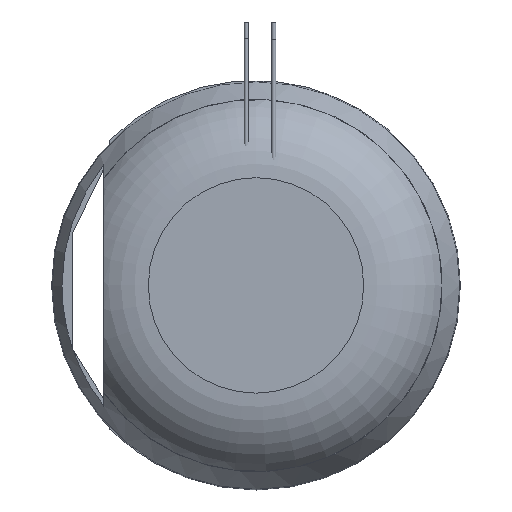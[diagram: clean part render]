
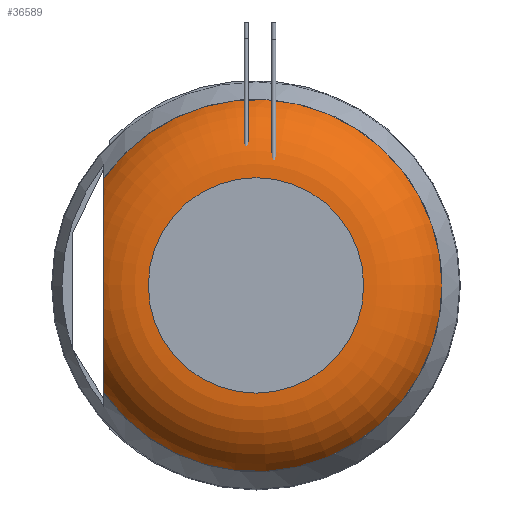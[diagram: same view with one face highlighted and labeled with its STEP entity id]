
A CAD part, top view. The second image highlights one B-rep face of the part: STEP entity #36589.
In plain terms, the highlighted toroidal (fillet/blend) face has major radius 15.656 mm and minor radius 12.7 mm.
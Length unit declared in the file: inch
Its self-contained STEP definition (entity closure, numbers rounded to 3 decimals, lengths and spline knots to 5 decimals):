
#237=TOROIDAL_SURFACE('',#40115,0.61638,0.5);
#3369=CIRCLE('',#40113,1.06334);
#3370=CIRCLE('',#40114,1.06334);
#3371=CIRCLE('',#40116,0.5);
#3372=CIRCLE('',#40117,0.61638);
#4606=B_SPLINE_CURVE_WITH_KNOTS('',3,(#94995,#94996,#94997,#94998,#94999,
#95000,#95001,#95002,#95003,#95004,#95005,#95006,#95007,#95008,#95009,#95010,
#95011,#95012,#95013),.UNSPECIFIED.,.F.,.F.,(4,2,2,2,3,2,2,2,4),(-1.59686,
-1.40105,-1.19461,-0.5973,0.,0.5973,
1.19461,1.40105,1.59686),.UNSPECIFIED.);
#6803=FACE_OUTER_BOUND('',#8715,.T.);
#8715=EDGE_LOOP('',(#33292,#33293,#33294,#33295,#33296,#33297));
#19343=VERTEX_POINT('',#94990);
#19344=VERTEX_POINT('',#94994);
#19345=VERTEX_POINT('',#95018);
#19346=VERTEX_POINT('',#95022);
#24550=EDGE_CURVE('',#19344,#19343,#4606,.T.);
#24552=EDGE_CURVE('',#19345,#19344,#3369,.T.);
#24553=EDGE_CURVE('',#19343,#19345,#3370,.T.);
#24554=EDGE_CURVE('',#19345,#19346,#3371,.T.);
#24555=EDGE_CURVE('',#19346,#19346,#3372,.T.);
#33292=ORIENTED_EDGE('',*,*,#24550,.T.);
#33293=ORIENTED_EDGE('',*,*,#24553,.T.);
#33294=ORIENTED_EDGE('',*,*,#24554,.T.);
#33295=ORIENTED_EDGE('',*,*,#24555,.T.);
#33296=ORIENTED_EDGE('',*,*,#24554,.F.);
#33297=ORIENTED_EDGE('',*,*,#24552,.T.);
#36589=ADVANCED_FACE('',(#6803),#237,.T.);
#40113=AXIS2_PLACEMENT_3D('',#95019,#49123,#49124);
#40114=AXIS2_PLACEMENT_3D('',#95020,#49125,#49126);
#40115=AXIS2_PLACEMENT_3D('',#95021,#49127,#49128);
#40116=AXIS2_PLACEMENT_3D('',#95023,#49129,#49130);
#40117=AXIS2_PLACEMENT_3D('',#95024,#49131,#49132);
#49123=DIRECTION('center_axis',(0.,0.,1.));
#49124=DIRECTION('ref_axis',(-1.,0.,0.));
#49125=DIRECTION('center_axis',(0.,0.,1.));
#49126=DIRECTION('ref_axis',(-1.,0.,0.));
#49127=DIRECTION('center_axis',(0.,0.,-1.));
#49128=DIRECTION('ref_axis',(-1.,0.,0.));
#49129=DIRECTION('center_axis',(0.,-1.,0.));
#49130=DIRECTION('ref_axis',(1.,0.,0.));
#49131=DIRECTION('center_axis',(0.,0.,-1.));
#49132=DIRECTION('ref_axis',(-1.,0.,0.));
#94990=CARTESIAN_POINT('',(-0.87,-0.61138,0.27412));
#94994=CARTESIAN_POINT('',(-0.87,0.61138,0.27412));
#94995=CARTESIAN_POINT('Ctrl Pts',(-0.87,0.61138,
0.27412));
#94996=CARTESIAN_POINT('Ctrl Pts',(-0.87,0.59433,
0.29366));
#94997=CARTESIAN_POINT('Ctrl Pts',(-0.87,0.57395,
0.31307));
#94998=CARTESIAN_POINT('Ctrl Pts',(-0.87,0.52873,
0.34882));
#94999=CARTESIAN_POINT('Ctrl Pts',(-0.87,0.50373,
0.36496));
#95000=CARTESIAN_POINT('Ctrl Pts',(-0.87,0.41153,
0.41618));
#95001=CARTESIAN_POINT('Ctrl Pts',(-0.87,0.33084,
0.44254));
#95002=CARTESIAN_POINT('Ctrl Pts',(-0.87,0.16423,
0.4747));
#95003=CARTESIAN_POINT('Ctrl Pts',(-0.87,0.07839,
0.4809));
#95004=CARTESIAN_POINT('Ctrl Pts',(-0.87,0.,0.4809));
#95005=CARTESIAN_POINT('Ctrl Pts',(-0.87,-0.07839,
0.4809));
#95006=CARTESIAN_POINT('Ctrl Pts',(-0.87,-0.16423,
0.4747));
#95007=CARTESIAN_POINT('Ctrl Pts',(-0.87,-0.33084,
0.44254));
#95008=CARTESIAN_POINT('Ctrl Pts',(-0.87,-0.41153,
0.41618));
#95009=CARTESIAN_POINT('Ctrl Pts',(-0.87,-0.50373,
0.36496));
#95010=CARTESIAN_POINT('Ctrl Pts',(-0.87,-0.52873,
0.34882));
#95011=CARTESIAN_POINT('Ctrl Pts',(-0.87,-0.57395,
0.31307));
#95012=CARTESIAN_POINT('Ctrl Pts',(-0.87,-0.59433,
0.29366));
#95013=CARTESIAN_POINT('Ctrl Pts',(-0.87,-0.61138,
0.27412));
#95018=CARTESIAN_POINT('',(1.06334,0.,0.27412));
#95019=CARTESIAN_POINT('Origin',(0.,0.,0.27412));
#95020=CARTESIAN_POINT('Origin',(0.,0.,0.27412));
#95021=CARTESIAN_POINT('Origin',(0.,0.,0.05));
#95022=CARTESIAN_POINT('',(0.61638,0.,0.55));
#95023=CARTESIAN_POINT('Origin',(0.61638,0.,
0.05));
#95024=CARTESIAN_POINT('Origin',(0.,0.,0.55));
